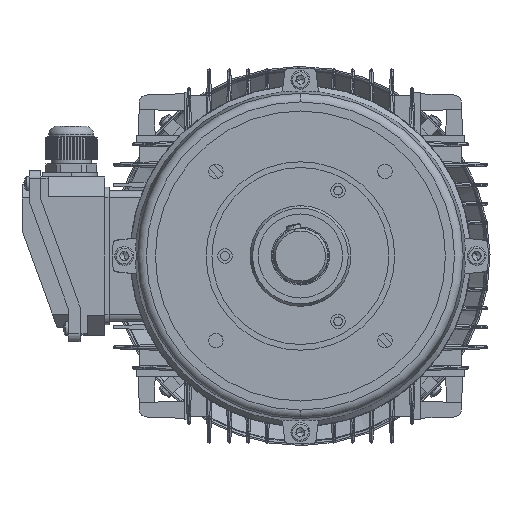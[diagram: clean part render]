
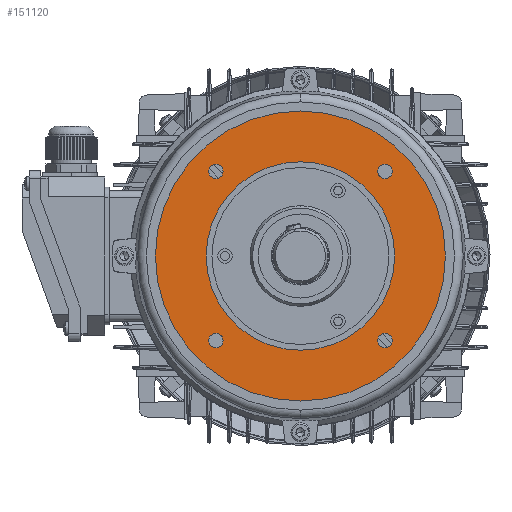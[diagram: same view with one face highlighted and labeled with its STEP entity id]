
A CAD part, left-side view. The second image highlights one B-rep face of the part: STEP entity #151120.
In plain terms, the highlighted planar face has unit normal (-1, 0, 0).
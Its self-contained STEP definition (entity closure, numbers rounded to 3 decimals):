
#41036 = DIRECTION ( 'NONE',  ( 0., 0., -1. ) ) ;
#110758 = CARTESIAN_POINT ( 'NONE',  ( 3.5, 58.336, -58.336 ) ) ;
#110772 = CIRCLE ( 'NONE', #112320, 5. ) ;
#111560 = DIRECTION ( 'NONE',  ( 1., 0., 0. ) ) ;
#112320 = AXIS2_PLACEMENT_3D ( 'NONE', #110758, #111560, #41036 ) ;
#112989 = CARTESIAN_POINT ( 'NONE',  ( 3.5, -58.336, 53.336 ) ) ;
#112991 = CARTESIAN_POINT ( 'NONE',  ( 3.5, -58.336, 63.336 ) ) ;
#112994 = DIRECTION ( 'NONE',  ( 0., 0., -1. ) ) ;
#112997 = DIRECTION ( 'NONE',  ( 1., 0., 0. ) ) ;
#113000 = CARTESIAN_POINT ( 'NONE',  ( 3.5, -58.336, 58.336 ) ) ;
#113002 = AXIS2_PLACEMENT_3D ( 'NONE', #113000, #112997, #112994 ) ;
#113016 = CIRCLE ( 'NONE', #113002, 5. ) ;
#113244 = CARTESIAN_POINT ( 'NONE',  ( 3.5, 58.336, -63.336 ) ) ;
#113249 = CARTESIAN_POINT ( 'NONE',  ( 3.5, 58.336, -53.336 ) ) ;
#113368 = CARTESIAN_POINT ( 'NONE',  ( 3.5, -58.336, -63.336 ) ) ;
#113373 = CARTESIAN_POINT ( 'NONE',  ( 3.5, -58.336, -53.336 ) ) ;
#113384 = DIRECTION ( 'NONE',  ( 0., 0., -1. ) ) ;
#113387 = DIRECTION ( 'NONE',  ( 1., 0., 0. ) ) ;
#113389 = CARTESIAN_POINT ( 'NONE',  ( 3.5, -58.336, -58.336 ) ) ;
#113392 = AXIS2_PLACEMENT_3D ( 'NONE', #113389, #113387, #113384 ) ;
#113395 = CIRCLE ( 'NONE', #113392, 5. ) ;
#113437 = CARTESIAN_POINT ( 'NONE',  ( 3.5, 58.336, 63.336 ) ) ;
#113439 = DIRECTION ( 'NONE',  ( 0., 0., -1. ) ) ;
#113442 = DIRECTION ( 'NONE',  ( 1., 0., 0. ) ) ;
#113445 = CARTESIAN_POINT ( 'NONE',  ( 3.5, 58.336, 58.336 ) ) ;
#113448 = AXIS2_PLACEMENT_3D ( 'NONE', #113445, #113442, #113439 ) ;
#113449 = CIRCLE ( 'NONE', #113448, 5. ) ;
#113605 = CARTESIAN_POINT ( 'NONE',  ( 3.5, 58.336, 53.336 ) ) ;
#121425 = AXIS2_PLACEMENT_3D ( 'NONE', #121437, #121581, #121580 ) ;
#121427 = CIRCLE ( 'NONE', #121425, 100. ) ;
#121437 = CARTESIAN_POINT ( 'NONE',  ( 3.5, 0., 0. ) ) ;
#121474 = CARTESIAN_POINT ( 'NONE',  ( 3.5, 0., -100. ) ) ;
#121578 = CARTESIAN_POINT ( 'NONE',  ( 3.5, 0., 100. ) ) ;
#121580 = DIRECTION ( 'NONE',  ( 0., 0., 1. ) ) ;
#121581 = DIRECTION ( 'NONE',  ( -1., 0., 0. ) ) ;
#121704 = CARTESIAN_POINT ( 'NONE',  ( 3.5, 0., -65. ) ) ;
#121706 = CARTESIAN_POINT ( 'NONE',  ( 3.5, 0., 65. ) ) ;
#121708 = DIRECTION ( 'NONE',  ( 0., 0., 1. ) ) ;
#121710 = DIRECTION ( 'NONE',  ( -1., 0., 0. ) ) ;
#121711 = CARTESIAN_POINT ( 'NONE',  ( 3.5, 0., 0. ) ) ;
#121713 = AXIS2_PLACEMENT_3D ( 'NONE', #121711, #121710, #121708 ) ;
#121714 = CIRCLE ( 'NONE', #121713, 65. ) ;
#135902 = CIRCLE ( 'NONE', #136099, 65. ) ;
#136093 = DIRECTION ( 'NONE',  ( 0., 0., 1. ) ) ;
#136096 = DIRECTION ( 'NONE',  ( -1., 0., 0. ) ) ;
#136098 = CARTESIAN_POINT ( 'NONE',  ( 3.5, 0., 0. ) ) ;
#136099 = AXIS2_PLACEMENT_3D ( 'NONE', #136098, #136096, #136093 ) ;
#136109 = FACE_OUTER_BOUND ( 'NONE', #151246, .T. ) ;
#136112 = FACE_BOUND ( 'NONE', #151237, .T. ) ;
#136115 = FACE_BOUND ( 'NONE', #151169, .T. ) ;
#136118 = FACE_BOUND ( 'NONE', #151153, .T. ) ;
#136121 = FACE_BOUND ( 'NONE', #151140, .T. ) ;
#136123 = FACE_BOUND ( 'NONE', #151124, .T. ) ;
#136208 = CARTESIAN_POINT ( 'NONE',  ( 3.5, -58.336, -58.336 ) ) ;
#136236 = DIRECTION ( 'NONE',  ( 0., 0., -1. ) ) ;
#136237 = DIRECTION ( 'NONE',  ( 1., 0., 0. ) ) ;
#136240 = AXIS2_PLACEMENT_3D ( 'NONE', #136267, #136237, #136236 ) ;
#136243 = CIRCLE ( 'NONE', #136240, 5. ) ;
#136267 = CARTESIAN_POINT ( 'NONE',  ( 3.5, -58.336, 58.336 ) ) ;
#136272 = DIRECTION ( 'NONE',  ( 0., 0., -1. ) ) ;
#136274 = DIRECTION ( 'NONE',  ( 1., 0., 0. ) ) ;
#136275 = CARTESIAN_POINT ( 'NONE',  ( 3.5, 65., 0. ) ) ;
#136276 = AXIS2_PLACEMENT_3D ( 'NONE', #136275, #136274, #136272 ) ;
#136279 = PLANE ( 'NONE',  #136276 ) ;
#136319 = DIRECTION ( 'NONE',  ( 0., 0., -1. ) ) ;
#136322 = DIRECTION ( 'NONE',  ( 1., 0., 0. ) ) ;
#136323 = CARTESIAN_POINT ( 'NONE',  ( 3.5, 58.336, -58.336 ) ) ;
#136325 = AXIS2_PLACEMENT_3D ( 'NONE', #136323, #136322, #136319 ) ;
#136327 = CIRCLE ( 'NONE', #136325, 5. ) ;
#136354 = DIRECTION ( 'NONE',  ( 0., 0., -1. ) ) ;
#136357 = DIRECTION ( 'NONE',  ( 1., 0., 0. ) ) ;
#136360 = AXIS2_PLACEMENT_3D ( 'NONE', #136208, #136357, #136354 ) ;
#136384 = CIRCLE ( 'NONE', #136360, 5. ) ;
#136503 = CARTESIAN_POINT ( 'NONE',  ( 3.5, 58.336, 58.336 ) ) ;
#136638 = DIRECTION ( 'NONE',  ( 0., 0., -1. ) ) ;
#136641 = DIRECTION ( 'NONE',  ( 1., 0., 0. ) ) ;
#136644 = AXIS2_PLACEMENT_3D ( 'NONE', #136503, #136641, #136638 ) ;
#136647 = CIRCLE ( 'NONE', #136644, 5. ) ;
#136680 = CIRCLE ( 'NONE', #136882, 100. ) ;
#136877 = DIRECTION ( 'NONE',  ( 0., 0., 1. ) ) ;
#136878 = DIRECTION ( 'NONE',  ( -1., 0., 0. ) ) ;
#136880 = CARTESIAN_POINT ( 'NONE',  ( 3.5, 0., 0. ) ) ;
#136882 = AXIS2_PLACEMENT_3D ( 'NONE', #136880, #136878, #136877 ) ;
#146000 = EDGE_CURVE ( 'NONE', #146002, #146004, #113016, .T. ) ;
#146002 = VERTEX_POINT ( 'NONE', #112991 ) ;
#146004 = VERTEX_POINT ( 'NONE', #112989 ) ;
#146035 = EDGE_CURVE ( 'NONE', #146038, #146041, #110772, .T. ) ;
#146038 = VERTEX_POINT ( 'NONE', #113249 ) ;
#146041 = VERTEX_POINT ( 'NONE', #113244 ) ;
#146092 = EDGE_CURVE ( 'NONE', #146094, #146096, #113395, .T. ) ;
#146094 = VERTEX_POINT ( 'NONE', #113373 ) ;
#146096 = VERTEX_POINT ( 'NONE', #113368 ) ;
#146125 = EDGE_CURVE ( 'NONE', #146127, #146132, #113449, .T. ) ;
#146127 = VERTEX_POINT ( 'NONE', #113437 ) ;
#146132 = VERTEX_POINT ( 'NONE', #113605 ) ;
#147861 = VERTEX_POINT ( 'NONE', #121474 ) ;
#147867 = EDGE_CURVE ( 'NONE', #147869, #147861, #121427, .T. ) ;
#147869 = VERTEX_POINT ( 'NONE', #121578 ) ;
#147943 = EDGE_CURVE ( 'NONE', #147945, #147948, #121714, .T. ) ;
#147945 = VERTEX_POINT ( 'NONE', #121706 ) ;
#147948 = VERTEX_POINT ( 'NONE', #121704 ) ;
#151056 = EDGE_CURVE ( 'NONE', #147948, #147945, #135902, .T. ) ;
#151120 = ADVANCED_FACE ( 'NONE', ( #136123, #136121, #136118, #136115, #136112, #136109 ), #136279, .F. ) ;
#151124 = EDGE_LOOP ( 'NONE', ( #151128, #151136 ) ) ;
#151128 = ORIENTED_EDGE ( 'NONE', *, *, #151130, .T. ) ;
#151130 = EDGE_CURVE ( 'NONE', #146004, #146002, #136243, .T. ) ;
#151136 = ORIENTED_EDGE ( 'NONE', *, *, #146000, .T. ) ;
#151140 = EDGE_LOOP ( 'NONE', ( #151143, #151150 ) ) ;
#151143 = ORIENTED_EDGE ( 'NONE', *, *, #151146, .T. ) ;
#151146 = EDGE_CURVE ( 'NONE', #146096, #146094, #136384, .T. ) ;
#151150 = ORIENTED_EDGE ( 'NONE', *, *, #146092, .T. ) ;
#151153 = EDGE_LOOP ( 'NONE', ( #151156, #151163 ) ) ;
#151156 = ORIENTED_EDGE ( 'NONE', *, *, #151160, .T. ) ;
#151160 = EDGE_CURVE ( 'NONE', #146041, #146038, #136327, .T. ) ;
#151163 = ORIENTED_EDGE ( 'NONE', *, *, #146035, .T. ) ;
#151169 = EDGE_LOOP ( 'NONE', ( #151227, #151234 ) ) ;
#151227 = ORIENTED_EDGE ( 'NONE', *, *, #151231, .T. ) ;
#151231 = EDGE_CURVE ( 'NONE', #146132, #146127, #136647, .T. ) ;
#151234 = ORIENTED_EDGE ( 'NONE', *, *, #146125, .T. ) ;
#151237 = EDGE_LOOP ( 'NONE', ( #151241, #151245 ) ) ;
#151241 = ORIENTED_EDGE ( 'NONE', *, *, #147943, .F. ) ;
#151245 = ORIENTED_EDGE ( 'NONE', *, *, #151056, .F. ) ;
#151246 = EDGE_LOOP ( 'NONE', ( #151250, #151253 ) ) ;
#151250 = ORIENTED_EDGE ( 'NONE', *, *, #147867, .T. ) ;
#151253 = ORIENTED_EDGE ( 'NONE', *, *, #151259, .T. ) ;
#151259 = EDGE_CURVE ( 'NONE', #147861, #147869, #136680, .T. ) ;
